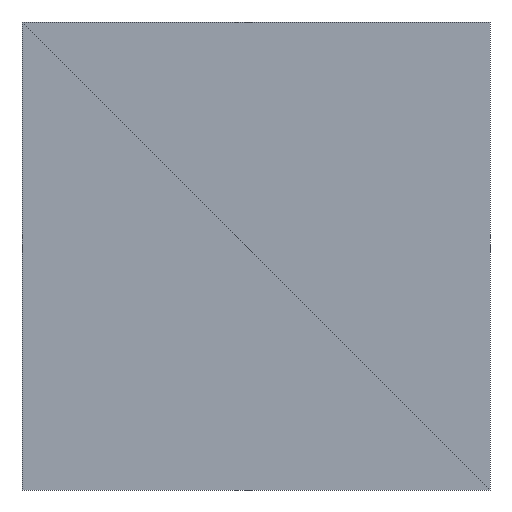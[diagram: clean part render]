
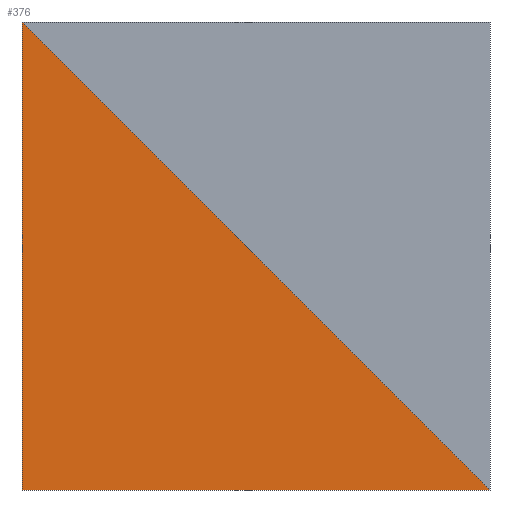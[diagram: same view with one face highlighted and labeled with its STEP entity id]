
A CAD part, front view. The second image highlights one B-rep face of the part: STEP entity #376.
In plain terms, the highlighted planar face has unit normal (0, -1, 0).
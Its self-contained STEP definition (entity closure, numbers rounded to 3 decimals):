
#22 = VERTEX_POINT('',#23);
#23 = CARTESIAN_POINT('',(-500.,-1500.,500.));
#44 = PLANE('',#45);
#45 = AXIS2_PLACEMENT_3D('',#46,#47,#48);
#46 = CARTESIAN_POINT('',(146.447,-1500.,146.447));
#47 = DIRECTION('',(0.,-1.,0.));
#48 = DIRECTION('',(-1.,0.,0.));
#273 = EDGE_CURVE('',#274,#276,#278,.T.);
#274 = VERTEX_POINT('',#275);
#275 = CARTESIAN_POINT('',(500.,-1500.,-500.));
#276 = VERTEX_POINT('',#277);
#277 = CARTESIAN_POINT('',(-500.,-1500.,-500.));
#278 = SURFACE_CURVE('',#279,(#283,#295),.PCURVE_S1.);
#279 = LINE('',#280,#281);
#280 = CARTESIAN_POINT('',(500.,-1500.,-500.));
#281 = VECTOR('',#282,1.);
#282 = DIRECTION('',(-1.,0.,0.));
#283 = PCURVE('',#284,#289);
#284 = PLANE('',#285);
#285 = AXIS2_PLACEMENT_3D('',#286,#287,#288);
#286 = CARTESIAN_POINT('',(-209.431,-209.431,-500.));
#287 = DIRECTION('',(0.,0.,-1.));
#288 = DIRECTION('',(-1.,0.,0.));
#289 = DEFINITIONAL_REPRESENTATION('',(#290),#294);
#290 = LINE('',#291,#292);
#291 = CARTESIAN_POINT('',(-709.431,-1290.569));
#292 = VECTOR('',#293,1.);
#293 = DIRECTION('',(1.,0.));
#294 = ( GEOMETRIC_REPRESENTATION_CONTEXT(2) 
PARAMETRIC_REPRESENTATION_CONTEXT() REPRESENTATION_CONTEXT('2D SPACE',''
  ) );
#295 = PCURVE('',#296,#301);
#296 = PLANE('',#297);
#297 = AXIS2_PLACEMENT_3D('',#298,#299,#300);
#298 = CARTESIAN_POINT('',(-146.447,-1500.,-146.447));
#299 = DIRECTION('',(-0.,-1.,-0.));
#300 = DIRECTION('',(0.,0.,-1.));
#301 = DEFINITIONAL_REPRESENTATION('',(#302),#305);
#302 = B_SPLINE_CURVE_WITH_KNOTS('',1,(#303,#304),.UNSPECIFIED.,.F.,.F.,
  (2,2),(0.,1000.),.PIECEWISE_BEZIER_KNOTS.);
#303 = CARTESIAN_POINT('',(353.553,646.447));
#304 = CARTESIAN_POINT('',(353.553,-353.553));
#305 = ( GEOMETRIC_REPRESENTATION_CONTEXT(2) 
PARAMETRIC_REPRESENTATION_CONTEXT() REPRESENTATION_CONTEXT('2D SPACE',''
  ) );
#321 = PLANE('',#322);
#322 = AXIS2_PLACEMENT_3D('',#323,#324,#325);
#323 = CARTESIAN_POINT('',(-500.,-209.431,-209.431));
#324 = DIRECTION('',(-1.,0.,0.));
#325 = DIRECTION('',(0.,0.,-1.));
#376 = ADVANCED_FACE('',(#377),#296,.T.);
#377 = FACE_BOUND('',#378,.T.);
#378 = EDGE_LOOP('',(#379,#399,#400));
#379 = ORIENTED_EDGE('',*,*,#380,.T.);
#380 = EDGE_CURVE('',#22,#276,#381,.T.);
#381 = SURFACE_CURVE('',#382,(#386,#393),.PCURVE_S1.);
#382 = LINE('',#383,#384);
#383 = CARTESIAN_POINT('',(-500.,-1500.,500.));
#384 = VECTOR('',#385,1.);
#385 = DIRECTION('',(0.,0.,-1.));
#386 = PCURVE('',#296,#387);
#387 = DEFINITIONAL_REPRESENTATION('',(#388),#392);
#388 = LINE('',#389,#390);
#389 = CARTESIAN_POINT('',(-646.447,-353.553));
#390 = VECTOR('',#391,1.);
#391 = DIRECTION('',(1.,0.));
#392 = ( GEOMETRIC_REPRESENTATION_CONTEXT(2) 
PARAMETRIC_REPRESENTATION_CONTEXT() REPRESENTATION_CONTEXT('2D SPACE',''
  ) );
#393 = PCURVE('',#321,#394);
#394 = DEFINITIONAL_REPRESENTATION('',(#395),#398);
#395 = B_SPLINE_CURVE_WITH_KNOTS('',1,(#396,#397),.UNSPECIFIED.,.F.,.F.,
  (2,2),(0.,1000.),.PIECEWISE_BEZIER_KNOTS.);
#396 = CARTESIAN_POINT('',(-709.431,1290.569));
#397 = CARTESIAN_POINT('',(290.569,1290.569));
#398 = ( GEOMETRIC_REPRESENTATION_CONTEXT(2) 
PARAMETRIC_REPRESENTATION_CONTEXT() REPRESENTATION_CONTEXT('2D SPACE',''
  ) );
#399 = ORIENTED_EDGE('',*,*,#273,.F.);
#400 = ORIENTED_EDGE('',*,*,#401,.T.);
#401 = EDGE_CURVE('',#274,#22,#402,.T.);
#402 = SURFACE_CURVE('',#403,(#407,#414),.PCURVE_S1.);
#403 = LINE('',#404,#405);
#404 = CARTESIAN_POINT('',(500.,-1500.,-500.));
#405 = VECTOR('',#406,1.);
#406 = DIRECTION('',(-0.707,0.,0.707));
#407 = PCURVE('',#296,#408);
#408 = DEFINITIONAL_REPRESENTATION('',(#409),#413);
#409 = LINE('',#410,#411);
#410 = CARTESIAN_POINT('',(353.553,646.447));
#411 = VECTOR('',#412,1.);
#412 = DIRECTION('',(-0.707,-0.707));
#413 = ( GEOMETRIC_REPRESENTATION_CONTEXT(2) 
PARAMETRIC_REPRESENTATION_CONTEXT() REPRESENTATION_CONTEXT('2D SPACE',''
  ) );
#414 = PCURVE('',#44,#415);
#415 = DEFINITIONAL_REPRESENTATION('',(#416),#419);
#416 = B_SPLINE_CURVE_WITH_KNOTS('',1,(#417,#418),.UNSPECIFIED.,.F.,.F.,
  (2,2),(0.,1414.214),.PIECEWISE_BEZIER_KNOTS.);
#417 = CARTESIAN_POINT('',(-353.553,646.447));
#418 = CARTESIAN_POINT('',(646.447,-353.553));
#419 = ( GEOMETRIC_REPRESENTATION_CONTEXT(2) 
PARAMETRIC_REPRESENTATION_CONTEXT() REPRESENTATION_CONTEXT('2D SPACE',''
  ) );
